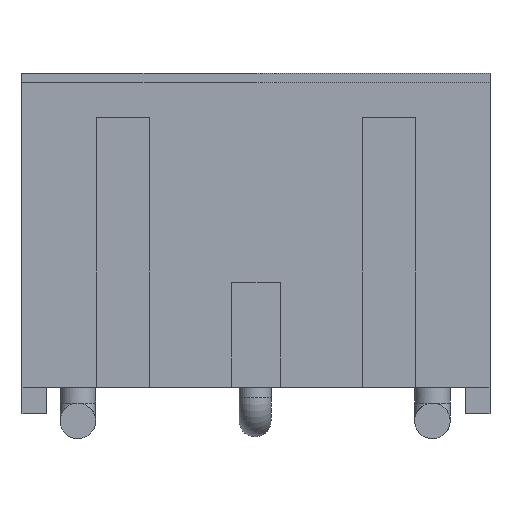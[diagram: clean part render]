
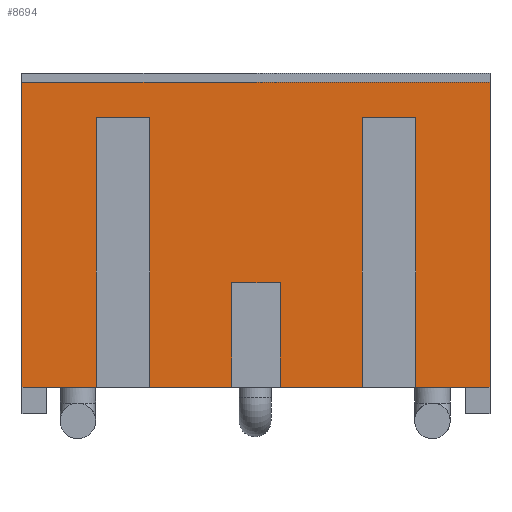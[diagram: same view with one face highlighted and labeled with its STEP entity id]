
A CAD part, front view. The second image highlights one B-rep face of the part: STEP entity #8694.
In plain terms, the highlighted planar face has unit normal (0, -1, 0).
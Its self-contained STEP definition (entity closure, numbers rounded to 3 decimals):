
#201=LINE('',#12320,#1316);
#202=LINE('',#12322,#1317);
#203=LINE('',#12323,#1318);
#495=LINE('',#12966,#1610);
#497=LINE('',#12970,#1612);
#506=LINE('',#12988,#1621);
#507=LINE('',#12990,#1622);
#508=LINE('',#12992,#1623);
#509=LINE('',#12994,#1624);
#510=LINE('',#12995,#1625);
#511=LINE('',#12997,#1626);
#512=LINE('',#12999,#1627);
#513=LINE('',#13001,#1628);
#514=LINE('',#13003,#1629);
#515=LINE('',#13005,#1630);
#516=LINE('',#13006,#1631);
#1316=VECTOR('',#9953,10.);
#1317=VECTOR('',#9954,10.);
#1318=VECTOR('',#9955,10.);
#1610=VECTOR('',#10315,6.706);
#1612=VECTOR('',#10319,4.369);
#1621=VECTOR('',#10330,3.048);
#1622=VECTOR('',#10331,3.861);
#1623=VECTOR('',#10332,0.762);
#1624=VECTOR('',#10333,3.861);
#1625=VECTOR('',#10334,1.067);
#1626=VECTOR('',#10335,4.369);
#1627=VECTOR('',#10336,1.067);
#1628=VECTOR('',#10337,3.861);
#1629=VECTOR('',#10338,0.762);
#1630=VECTOR('',#10339,3.861);
#1631=VECTOR('',#10340,3.048);
#2461=FACE_OUTER_BOUND('',#2945,.T.);
#2945=EDGE_LOOP('',(#6180,#6181,#6182,#6183,#6184,#6185,#6186,#6187,#6188,
#6189,#6190,#6191,#6192,#6193,#6194,#6195));
#3564=VERTEX_POINT('',#12286);
#3566=VERTEX_POINT('',#12289);
#3579=VERTEX_POINT('',#12319);
#3580=VERTEX_POINT('',#12321);
#3896=VERTEX_POINT('',#12963);
#3897=VERTEX_POINT('',#12965);
#3898=VERTEX_POINT('',#12969);
#3906=VERTEX_POINT('',#12987);
#3907=VERTEX_POINT('',#12989);
#3908=VERTEX_POINT('',#12991);
#3909=VERTEX_POINT('',#12993);
#3910=VERTEX_POINT('',#12996);
#3911=VERTEX_POINT('',#12998);
#3912=VERTEX_POINT('',#13000);
#3913=VERTEX_POINT('',#13002);
#3914=VERTEX_POINT('',#13004);
#4465=EDGE_CURVE('',#3579,#3564,#201,.T.);
#4466=EDGE_CURVE('',#3580,#3579,#202,.T.);
#4467=EDGE_CURVE('',#3566,#3580,#203,.T.);
#4786=EDGE_CURVE('',#3896,#3897,#495,.T.);
#4788=EDGE_CURVE('',#3898,#3897,#497,.T.);
#4797=EDGE_CURVE('',#3906,#3564,#506,.T.);
#4798=EDGE_CURVE('',#3906,#3907,#507,.T.);
#4799=EDGE_CURVE('',#3907,#3908,#508,.T.);
#4800=EDGE_CURVE('',#3908,#3909,#509,.T.);
#4801=EDGE_CURVE('',#3898,#3909,#510,.T.);
#4802=EDGE_CURVE('',#3910,#3896,#511,.T.);
#4803=EDGE_CURVE('',#3911,#3910,#512,.T.);
#4804=EDGE_CURVE('',#3912,#3911,#513,.T.);
#4805=EDGE_CURVE('',#3912,#3913,#514,.T.);
#4806=EDGE_CURVE('',#3914,#3913,#515,.T.);
#4807=EDGE_CURVE('',#3566,#3914,#516,.T.);
#6180=ORIENTED_EDGE('',*,*,#4465,.T.);
#6181=ORIENTED_EDGE('',*,*,#4797,.F.);
#6182=ORIENTED_EDGE('',*,*,#4798,.T.);
#6183=ORIENTED_EDGE('',*,*,#4799,.T.);
#6184=ORIENTED_EDGE('',*,*,#4800,.T.);
#6185=ORIENTED_EDGE('',*,*,#4801,.F.);
#6186=ORIENTED_EDGE('',*,*,#4788,.T.);
#6187=ORIENTED_EDGE('',*,*,#4786,.F.);
#6188=ORIENTED_EDGE('',*,*,#4802,.F.);
#6189=ORIENTED_EDGE('',*,*,#4803,.F.);
#6190=ORIENTED_EDGE('',*,*,#4804,.F.);
#6191=ORIENTED_EDGE('',*,*,#4805,.T.);
#6192=ORIENTED_EDGE('',*,*,#4806,.F.);
#6193=ORIENTED_EDGE('',*,*,#4807,.F.);
#6194=ORIENTED_EDGE('',*,*,#4467,.T.);
#6195=ORIENTED_EDGE('',*,*,#4466,.T.);
#8303=PLANE('',#9227);
#8694=ADVANCED_FACE('',(#2461),#8303,.F.);
#9227=AXIS2_PLACEMENT_3D('',#12986,#10328,#10329);
#9953=DIRECTION('',(0.,0.,-1.));
#9954=DIRECTION('',(1.,0.,0.));
#9955=DIRECTION('',(0.,0.,1.));
#10315=DIRECTION('',(1.,0.,0.));
#10319=DIRECTION('',(0.,0.,1.));
#10328=DIRECTION('center_axis',(0.,1.,0.));
#10329=DIRECTION('ref_axis',(1.,0.,0.));
#10330=DIRECTION('',(-1.,0.,0.));
#10331=DIRECTION('',(0.,0.,1.));
#10332=DIRECTION('',(1.,0.,0.));
#10333=DIRECTION('',(0.,0.,-1.));
#10334=DIRECTION('',(-1.,0.,0.));
#10335=DIRECTION('',(0.,0.,1.));
#10336=DIRECTION('',(-1.,0.,0.));
#10337=DIRECTION('',(0.,0.,-1.));
#10338=DIRECTION('',(1.,0.,0.));
#10339=DIRECTION('',(0.,0.,1.));
#10340=DIRECTION('',(-1.,0.,0.));
#12286=CARTESIAN_POINT('',(0.35,-3.39,0.736));
#12289=CARTESIAN_POINT('',(-0.35,-3.39,0.736));
#12319=CARTESIAN_POINT('',(0.35,-3.39,2.236));
#12320=CARTESIAN_POINT('',(0.35,-3.39,0.736));
#12321=CARTESIAN_POINT('',(-0.35,-3.39,2.236));
#12322=CARTESIAN_POINT('',(-1.501,-3.39,2.236));
#12323=CARTESIAN_POINT('',(-0.35,-3.39,1.486));
#12963=CARTESIAN_POINT('',(-3.353,-3.39,5.105));
#12965=CARTESIAN_POINT('',(3.353,-3.39,5.105));
#12966=CARTESIAN_POINT('',(-3.353,-3.39,5.105));
#12969=CARTESIAN_POINT('',(3.353,-3.39,0.736));
#12970=CARTESIAN_POINT('',(3.353,-3.39,0.736));
#12986=CARTESIAN_POINT('Origin',(-3.353,-3.39,0.736));
#12987=CARTESIAN_POINT('',(1.524,-3.39,0.736));
#12988=CARTESIAN_POINT('',(1.524,-3.39,0.736));
#12989=CARTESIAN_POINT('',(1.524,-3.39,4.597));
#12990=CARTESIAN_POINT('',(1.524,-3.39,0.736));
#12991=CARTESIAN_POINT('',(2.286,-3.39,4.597));
#12992=CARTESIAN_POINT('',(1.524,-3.39,4.597));
#12993=CARTESIAN_POINT('',(2.286,-3.39,0.736));
#12994=CARTESIAN_POINT('',(2.286,-3.39,4.597));
#12995=CARTESIAN_POINT('',(3.353,-3.39,0.736));
#12996=CARTESIAN_POINT('',(-3.353,-3.39,0.736));
#12997=CARTESIAN_POINT('',(-3.353,-3.39,0.736));
#12998=CARTESIAN_POINT('',(-2.286,-3.39,0.736));
#12999=CARTESIAN_POINT('',(-2.286,-3.39,0.736));
#13000=CARTESIAN_POINT('',(-2.286,-3.39,4.597));
#13001=CARTESIAN_POINT('',(-2.286,-3.39,4.597));
#13002=CARTESIAN_POINT('',(-1.524,-3.39,4.597));
#13003=CARTESIAN_POINT('',(-2.286,-3.39,4.597));
#13004=CARTESIAN_POINT('',(-1.524,-3.39,0.736));
#13005=CARTESIAN_POINT('',(-1.524,-3.39,0.736));
#13006=CARTESIAN_POINT('',(1.524,-3.39,0.736));
